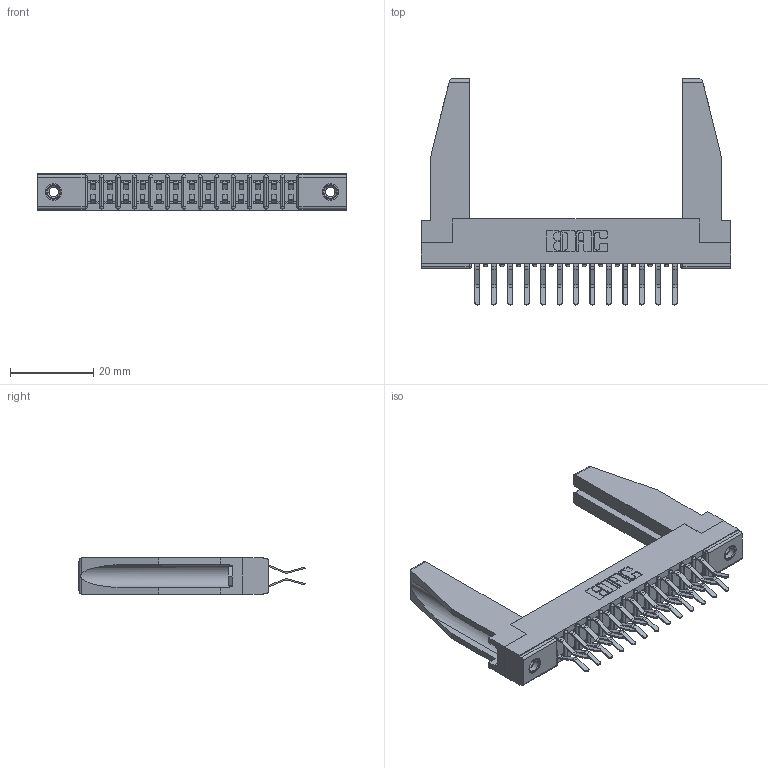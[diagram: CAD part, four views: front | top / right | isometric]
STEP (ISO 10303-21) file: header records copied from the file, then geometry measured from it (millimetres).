
FILE_DESCRIPTION (( 'STEP AP203' ), '1' );
FILE_NAME ('307-026-460-278.STEP', '2020-09-29T07:20:02', ( '' ), ( '' ), 'SwSTEP 2.0', 'SolidWorks 2020', '' );
FILE_SCHEMA (( 'CONFIG_CONTROL_DESIGN' ));
Length unit declared in the file: inch
Products named in the file (5): 307-026-460-278; 307-290-001_560; 345-250-001_345-250-001-102; 307 Part_.156 Dia Mounting Holes; 307-220-078
Assembly tree (31 placements, depth 2):
  307-026-460-278
    307 Part_.156 Dia Mounting Holes
    307-290-001_560  x26
    307-220-078  x2
    345-250-001_345-250-001-102  x2
Bounding box: 74.52 x 54.43 x 8.71 mm (x, y, z)
Volume: 8901.4 mm3; surface area: 12220.4 mm2
Topology: 31 solids, 31 shells, 1562 faces, 4345 edges, 2814 vertices
Faces by surface type: plane 1012, cylinder 506, sphere 28, cone 12, torus 4
Entity records: 17679 total; most frequent: CARTESIAN_POINT 2911, ORIENTED_EDGE 2840, DIRECTION 2818, EDGE_CURVE 1420, VECTOR 1080, LINE 1080, VERTEX_POINT 920, AXIS2_PLACEMENT_3D 869
